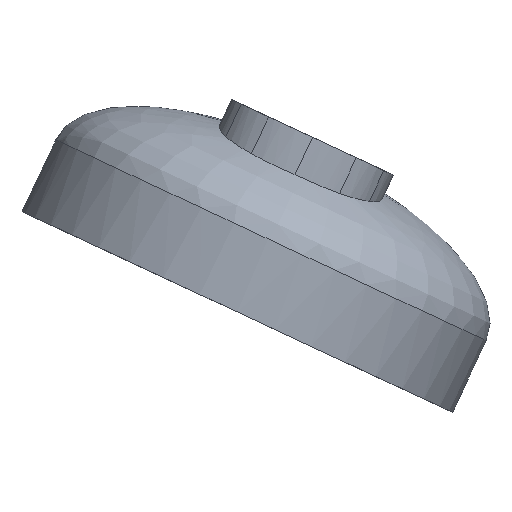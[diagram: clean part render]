
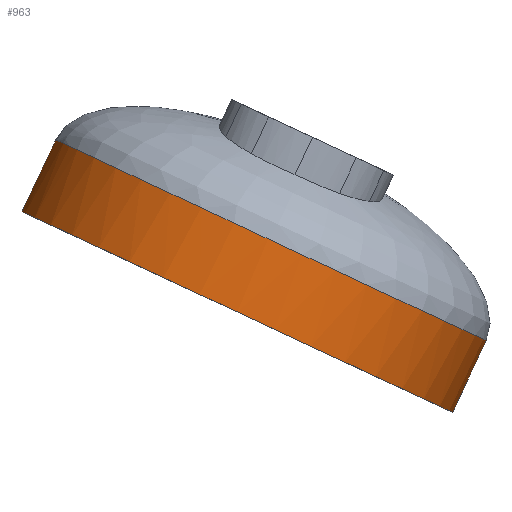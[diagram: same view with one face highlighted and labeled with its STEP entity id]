
A CAD part, left-side view. The second image highlights one B-rep face of the part: STEP entity #963.
In plain terms, the highlighted cylindrical face has radius 7.5 mm (diameter 15 mm), a full revolution.
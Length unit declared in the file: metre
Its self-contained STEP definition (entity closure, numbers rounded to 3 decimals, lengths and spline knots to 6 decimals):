
#152=CIRCLE('',#1035,0.0075);
#166=CYLINDRICAL_SURFACE('',#1034,0.0075);
#219=ORIENTED_EDGE('',*,*,#518,.T.);
#220=ORIENTED_EDGE('',*,*,#521,.T.);
#518=EDGE_CURVE('',#669,#669,#771,.T.);
#521=EDGE_CURVE('',#672,#672,#152,.T.);
#669=VERTEX_POINT('',#1586);
#672=VERTEX_POINT('',#1594);
#771=B_SPLINE_CURVE_WITH_KNOTS('',3,(#1575,#1576,#1577,#1578,#1579,#1580,
#1581,#1582,#1583,#1584,#1585),.UNSPECIFIED.,.T.,.F.,(1,1,1,1,1,1,1,1,1,
1,1,1,1,1,1),(-0.375,-0.25,-0.125,0.,0.125,0.25,0.375,0.5,0.625,0.75,0.875,
1.,1.125,1.25,1.375),.UNSPECIFIED.);
#815=EDGE_LOOP('',(#219));
#816=EDGE_LOOP('',(#220));
#878=FACE_BOUND('',#815,.T.);
#879=FACE_BOUND('',#816,.T.);
#963=ADVANCED_FACE('',(#878,#879),#166,.T.);
#1034=AXIS2_PLACEMENT_3D('',#1592,#1085,#1086);
#1035=AXIS2_PLACEMENT_3D('',#1593,#1087,#1088);
#1085=DIRECTION('',(0.,-0.423,0.906));
#1086=DIRECTION('',(0.,-0.906,-0.423));
#1087=DIRECTION('',(0.,-0.423,0.906));
#1088=DIRECTION('',(0.,-0.906,-0.423));
#1575=CARTESIAN_POINT('',(-0.023762,-0.04484,0.055439));
#1576=CARTESIAN_POINT('',(-0.029639,-0.047046,0.05441));
#1577=CARTESIAN_POINT('',(-0.035517,-0.04484,0.055439));
#1578=CARTESIAN_POINT('',(-0.037951,-0.039513,0.057923));
#1579=CARTESIAN_POINT('',(-0.035517,-0.034187,0.060406));
#1580=CARTESIAN_POINT('',(-0.029639,-0.03198,0.061435));
#1581=CARTESIAN_POINT('',(-0.023762,-0.034187,0.060406));
#1582=CARTESIAN_POINT('',(-0.021328,-0.039513,0.057923));
#1583=CARTESIAN_POINT('',(-0.023762,-0.04484,0.055439));
#1584=CARTESIAN_POINT('',(-0.029639,-0.047046,0.05441));
#1585=CARTESIAN_POINT('',(-0.035517,-0.04484,0.055439));
#1586=CARTESIAN_POINT('',(-0.029639,-0.046311,0.054753));
#1592=CARTESIAN_POINT('',(-0.029639,-0.038457,0.055657));
#1593=CARTESIAN_POINT('',(-0.029639,-0.038457,0.055657));
#1594=CARTESIAN_POINT('',(-0.029639,-0.045254,0.052487));
